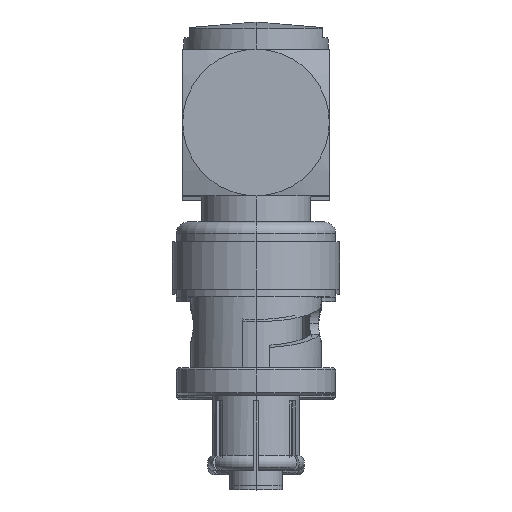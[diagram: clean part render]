
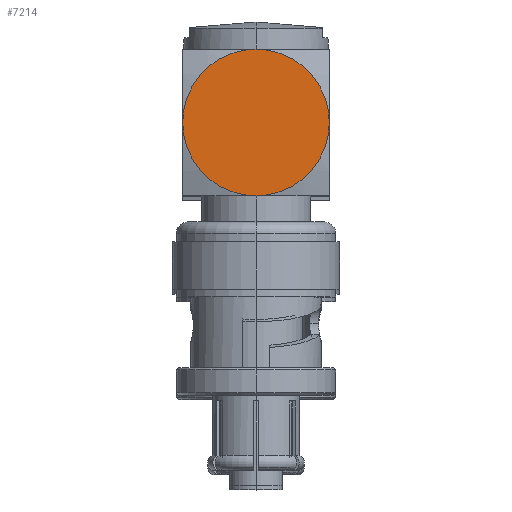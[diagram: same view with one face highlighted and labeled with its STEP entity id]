
A CAD part, top view. The second image highlights one B-rep face of the part: STEP entity #7214.
In plain terms, the highlighted face is planar.
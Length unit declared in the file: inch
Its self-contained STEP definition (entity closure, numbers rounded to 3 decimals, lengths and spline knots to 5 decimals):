
#60 = ORIENTED_EDGE ( 'NONE', *, *, #8412, .T. ) ;
#188 = VERTEX_POINT ( 'NONE', #944 ) ;
#278 = FACE_OUTER_BOUND ( 'NONE', #1716, .T. ) ;
#463 = CIRCLE ( 'NONE', #737, 0.25 ) ;
#614 = VERTEX_POINT ( 'NONE', #5995 ) ;
#737 = AXIS2_PLACEMENT_3D ( 'NONE', #4338, #3700, #6285 ) ;
#787 = EDGE_CURVE ( 'NONE', #1593, #614, #2800, .T. ) ;
#944 = CARTESIAN_POINT ( 'NONE',  ( -0.25, 0., 0.25 ) ) ;
#1005 = DIRECTION ( 'NONE',  ( 0., 1., 0. ) ) ;
#1593 = VERTEX_POINT ( 'NONE', #4791 ) ;
#1608 = CARTESIAN_POINT ( 'NONE',  ( -0.25, 0., 0. ) ) ;
#1716 = EDGE_LOOP ( 'NONE', ( #60, #4212, #3001, #4592 ) ) ;
#1776 = DIRECTION ( 'NONE',  ( 0., 0., -1. ) ) ;
#2120 = DIRECTION ( 'NONE',  ( -1., 0., 0. ) ) ;
#2259 = CIRCLE ( 'NONE', #5532, 0.25 ) ;
#2357 = DIRECTION ( 'NONE',  ( -1., 0., 0. ) ) ;
#2434 = CARTESIAN_POINT ( 'NONE',  ( -0.25, 0., 0. ) ) ;
#2440 = AXIS2_PLACEMENT_3D ( 'NONE', #6799, #2120, #7350 ) ;
#2445 = DIRECTION ( 'NONE',  ( -1., 0., 0. ) ) ;
#2800 = CIRCLE ( 'NONE', #4589, 0.25 ) ;
#3001 = ORIENTED_EDGE ( 'NONE', *, *, #787, .T. ) ;
#3137 = CARTESIAN_POINT ( 'NONE',  ( -0.25, 0.25, 0. ) ) ;
#3448 = EDGE_CURVE ( 'NONE', #5151, #1593, #7441, .T. ) ;
#3535 = PLANE ( 'NONE',  #2440 ) ;
#3700 = DIRECTION ( 'NONE',  ( -1., 0., 0. ) ) ;
#3828 = CARTESIAN_POINT ( 'NONE',  ( -0.25, 0., 0. ) ) ;
#4212 = ORIENTED_EDGE ( 'NONE', *, *, #3448, .T. ) ;
#4338 = CARTESIAN_POINT ( 'NONE',  ( -0.25, 0., 0. ) ) ;
#4589 = AXIS2_PLACEMENT_3D ( 'NONE', #3828, #2445, #1776 ) ;
#4592 = ORIENTED_EDGE ( 'NONE', *, *, #7444, .T. ) ;
#4791 = CARTESIAN_POINT ( 'NONE',  ( -0.25, 0., -0.25 ) ) ;
#5151 = VERTEX_POINT ( 'NONE', #3137 ) ;
#5532 = AXIS2_PLACEMENT_3D ( 'NONE', #2434, #8100, #5561 ) ;
#5561 = DIRECTION ( 'NONE',  ( 0., 0., 1. ) ) ;
#5995 = CARTESIAN_POINT ( 'NONE',  ( -0.25, -0.25, 0. ) ) ;
#6098 = AXIS2_PLACEMENT_3D ( 'NONE', #1608, #2357, #1005 ) ;
#6285 = DIRECTION ( 'NONE',  ( 0., -1., 0. ) ) ;
#6799 = CARTESIAN_POINT ( 'NONE',  ( -0.25, 0.25, -0.25 ) ) ;
#7214 = ADVANCED_FACE ( 'NONE', ( #278 ), #3535, .T. ) ;
#7350 = DIRECTION ( 'NONE',  ( 0., 0., 1. ) ) ;
#7441 = CIRCLE ( 'NONE', #6098, 0.25 ) ;
#7444 = EDGE_CURVE ( 'NONE', #614, #188, #463, .T. ) ;
#8100 = DIRECTION ( 'NONE',  ( -1., 0., 0. ) ) ;
#8412 = EDGE_CURVE ( 'NONE', #188, #5151, #2259, .T. ) ;
